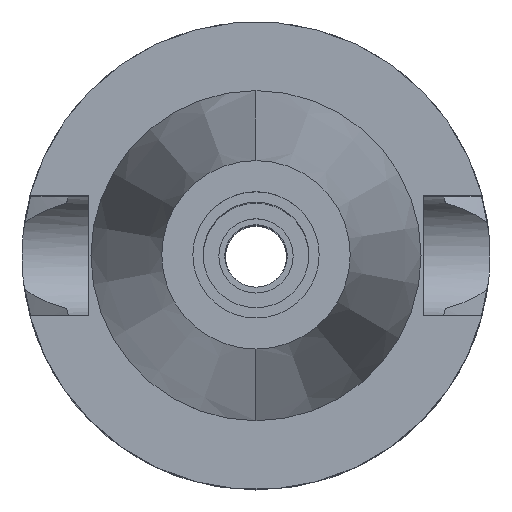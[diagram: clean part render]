
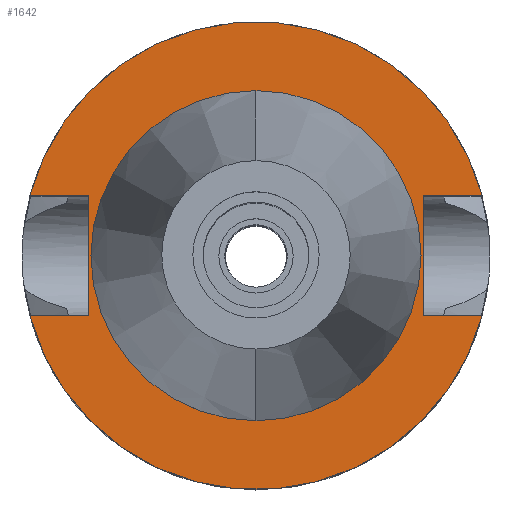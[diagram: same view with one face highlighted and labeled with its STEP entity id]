
A CAD part, top view. The second image highlights one B-rep face of the part: STEP entity #1642.
In plain terms, the highlighted planar face has unit normal (0, 0, 1).
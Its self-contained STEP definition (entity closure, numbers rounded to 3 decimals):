
#18 = VERTEX_POINT ( 'NONE', #609 ) ;
#61 = ORIENTED_EDGE ( 'NONE', *, *, #2130, .F. ) ;
#144 = EDGE_CURVE ( 'NONE', #18, #2329, #1673, .T. ) ;
#148 = AXIS2_PLACEMENT_3D ( 'NONE', #155, #1544, #356 ) ;
#155 = CARTESIAN_POINT ( 'NONE',  ( 0., 0., -1. ) ) ;
#178 = CARTESIAN_POINT ( 'NONE',  ( -22.5, -8.05, -1. ) ) ;
#203 = CARTESIAN_POINT ( 'NONE',  ( -22.5, -8.05, -1. ) ) ;
#243 = DIRECTION ( 'NONE',  ( 0., 1., 0. ) ) ;
#253 = VERTEX_POINT ( 'NONE', #2882 ) ;
#312 = EDGE_LOOP ( 'NONE', ( #61, #2722 ) ) ;
#343 = CARTESIAN_POINT ( 'NONE',  ( -30.454, -8.05, -1. ) ) ;
#346 = VECTOR ( 'NONE', #1747, 1000. ) ;
#356 = DIRECTION ( 'NONE',  ( 0., 1., 0. ) ) ;
#382 = DIRECTION ( 'NONE',  ( 0., -1., 0. ) ) ;
#406 = AXIS2_PLACEMENT_3D ( 'NONE', #1349, #2510, #1588 ) ;
#440 = EDGE_CURVE ( 'NONE', #2023, #253, #1302, .T. ) ;
#477 = VERTEX_POINT ( 'NONE', #2255 ) ;
#520 = CARTESIAN_POINT ( 'NONE',  ( 22.5, -8.05, -1. ) ) ;
#562 = FACE_OUTER_BOUND ( 'NONE', #1293, .T. ) ;
#566 = DIRECTION ( 'NONE',  ( -1., 0., 0. ) ) ;
#585 = CARTESIAN_POINT ( 'NONE',  ( 22.5, 8.05, -1. ) ) ;
#609 = CARTESIAN_POINT ( 'NONE',  ( 22.5, -8.05, -1. ) ) ;
#626 = DIRECTION ( 'NONE',  ( 0., -1., 0. ) ) ;
#760 = AXIS2_PLACEMENT_3D ( 'NONE', #2866, #1530, #2244 ) ;
#788 = DIRECTION ( 'NONE',  ( 0., 0., 1. ) ) ;
#798 = VECTOR ( 'NONE', #1076, 1000. ) ;
#876 = ORIENTED_EDGE ( 'NONE', *, *, #144, .F. ) ;
#903 = ORIENTED_EDGE ( 'NONE', *, *, #1192, .T. ) ;
#937 = ORIENTED_EDGE ( 'NONE', *, *, #2854, .F. ) ;
#984 = VECTOR ( 'NONE', #382, 1000. ) ;
#1002 = CARTESIAN_POINT ( 'NONE',  ( -22.5, 8.05, -1. ) ) ;
#1003 = EDGE_CURVE ( 'NONE', #2329, #2266, #2537, .T. ) ;
#1076 = DIRECTION ( 'NONE',  ( -1., 0., 0. ) ) ;
#1092 = CIRCLE ( 'NONE', #2300, 22.225 ) ;
#1104 = CARTESIAN_POINT ( 'NONE',  ( 0., 0., -1. ) ) ;
#1175 = CARTESIAN_POINT ( 'NONE',  ( 30.454, 8.05, -1. ) ) ;
#1192 = EDGE_CURVE ( 'NONE', #1381, #1492, #2201, .T. ) ;
#1220 = EDGE_CURVE ( 'NONE', #477, #2266, #1546, .T. ) ;
#1293 = EDGE_LOOP ( 'NONE', ( #2304, #2211, #876, #2303, #903, #937, #2024, #1701 ) ) ;
#1302 = LINE ( 'NONE', #1788, #798 ) ;
#1340 = CARTESIAN_POINT ( 'NONE',  ( 0., 22.225, -1. ) ) ;
#1349 = CARTESIAN_POINT ( 'NONE',  ( 0., 0., -1. ) ) ;
#1381 = VERTEX_POINT ( 'NONE', #1821 ) ;
#1466 = CIRCLE ( 'NONE', #148, 22.225 ) ;
#1492 = VERTEX_POINT ( 'NONE', #1175 ) ;
#1530 = DIRECTION ( 'NONE',  ( 0., 0., -1. ) ) ;
#1544 = DIRECTION ( 'NONE',  ( 0., 0., 1. ) ) ;
#1546 = LINE ( 'NONE', #203, #2194 ) ;
#1554 = CARTESIAN_POINT ( 'NONE',  ( 0., 0., -1. ) ) ;
#1588 = DIRECTION ( 'NONE',  ( 0., -1., 0. ) ) ;
#1642 = ADVANCED_FACE ( 'NONE', ( #562, #1796 ), #2018, .F. ) ;
#1655 = VERTEX_POINT ( 'NONE', #2634 ) ;
#1663 = EDGE_CURVE ( 'NONE', #1655, #2281, #1092, .T. ) ;
#1673 = LINE ( 'NONE', #520, #2630 ) ;
#1701 = ORIENTED_EDGE ( 'NONE', *, *, #2115, .F. ) ;
#1747 = DIRECTION ( 'NONE',  ( 0., 1., 0. ) ) ;
#1762 = LINE ( 'NONE', #2432, #984 ) ;
#1788 = CARTESIAN_POINT ( 'NONE',  ( -22.5, 8.05, -1. ) ) ;
#1796 = FACE_BOUND ( 'NONE', #312, .T. ) ;
#1804 = DIRECTION ( 'NONE',  ( 0., 0., -1. ) ) ;
#1821 = CARTESIAN_POINT ( 'NONE',  ( 22.5, 8.05, -1. ) ) ;
#1977 = DIRECTION ( 'NONE',  ( 1., 0., 0. ) ) ;
#2018 = PLANE ( 'NONE',  #760 ) ;
#2023 = VERTEX_POINT ( 'NONE', #1002 ) ;
#2024 = ORIENTED_EDGE ( 'NONE', *, *, #440, .F. ) ;
#2069 = CARTESIAN_POINT ( 'NONE',  ( 30.454, -8.05, -1. ) ) ;
#2101 = AXIS2_PLACEMENT_3D ( 'NONE', #1554, #1804, #243 ) ;
#2115 = EDGE_CURVE ( 'NONE', #477, #2023, #2669, .T. ) ;
#2130 = EDGE_CURVE ( 'NONE', #2281, #1655, #1466, .T. ) ;
#2155 = VECTOR ( 'NONE', #1977, 1000. ) ;
#2156 = DIRECTION ( 'NONE',  ( 1., 0., 0. ) ) ;
#2194 = VECTOR ( 'NONE', #566, 1000. ) ;
#2201 = LINE ( 'NONE', #585, #2155 ) ;
#2211 = ORIENTED_EDGE ( 'NONE', *, *, #1003, .F. ) ;
#2244 = DIRECTION ( 'NONE',  ( 0., -1., 0. ) ) ;
#2247 = EDGE_CURVE ( 'NONE', #1381, #18, #1762, .T. ) ;
#2255 = CARTESIAN_POINT ( 'NONE',  ( -22.5, -8.05, -1. ) ) ;
#2266 = VERTEX_POINT ( 'NONE', #343 ) ;
#2281 = VERTEX_POINT ( 'NONE', #1340 ) ;
#2300 = AXIS2_PLACEMENT_3D ( 'NONE', #1104, #788, #626 ) ;
#2303 = ORIENTED_EDGE ( 'NONE', *, *, #2247, .F. ) ;
#2304 = ORIENTED_EDGE ( 'NONE', *, *, #1220, .T. ) ;
#2329 = VERTEX_POINT ( 'NONE', #2069 ) ;
#2432 = CARTESIAN_POINT ( 'NONE',  ( 22.5, 8.05, -1. ) ) ;
#2510 = DIRECTION ( 'NONE',  ( 0., 0., -1. ) ) ;
#2537 = CIRCLE ( 'NONE', #406, 31.5 ) ;
#2578 = CIRCLE ( 'NONE', #2101, 31.5 ) ;
#2630 = VECTOR ( 'NONE', #2156, 1000. ) ;
#2634 = CARTESIAN_POINT ( 'NONE',  ( 0., -22.225, -1. ) ) ;
#2669 = LINE ( 'NONE', #178, #346 ) ;
#2722 = ORIENTED_EDGE ( 'NONE', *, *, #1663, .F. ) ;
#2854 = EDGE_CURVE ( 'NONE', #253, #1492, #2578, .T. ) ;
#2866 = CARTESIAN_POINT ( 'NONE',  ( 0., 0., -1. ) ) ;
#2882 = CARTESIAN_POINT ( 'NONE',  ( -30.454, 8.05, -1. ) ) ;
